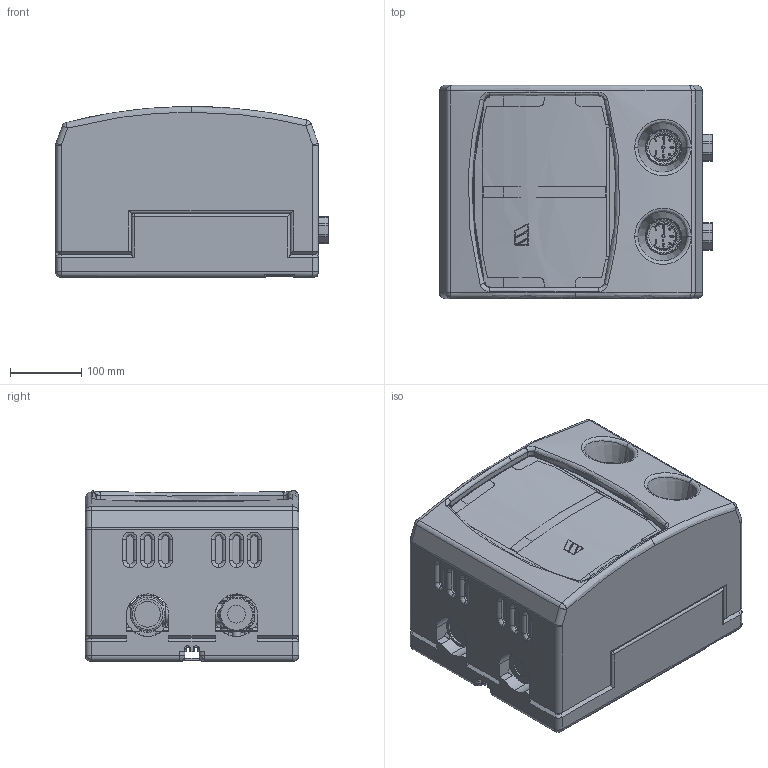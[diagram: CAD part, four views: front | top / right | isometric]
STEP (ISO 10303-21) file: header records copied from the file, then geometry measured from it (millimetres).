
FILE_DESCRIPTION (( 'STEP AP203' ), '1' );
FILE_NAME ('10026451.STEP', '2022-11-28T13:53:14', ( '' ), ( '' ), 'SwSTEP 2.0', 'SolidWorks 2021', '' );
FILE_SCHEMA (( 'CONFIG_CONTROL_DESIGN' ));
Products named in the file (1): 10026451
Bounding box: 384 x 300 x 240.5 mm (x, y, z)
Surface area: 1183391.2 mm2 (no closed solid volume)
Topology: 0 solids, 16 shells, 5972 faces, 15442 edges, 9755 vertices
Faces by surface type: plane 2557, bspline 1905, cylinder 1051, cone 436, torus 23
Entity records: 288207 total; most frequent: CARTESIAN_POINT 161272, ORIENTED_EDGE 30750, DIRECTION 18960, EDGE_CURVE 15381, VERTEX_POINT 9755, VECTOR 6714, LINE 6714, EDGE_LOOP 6356
